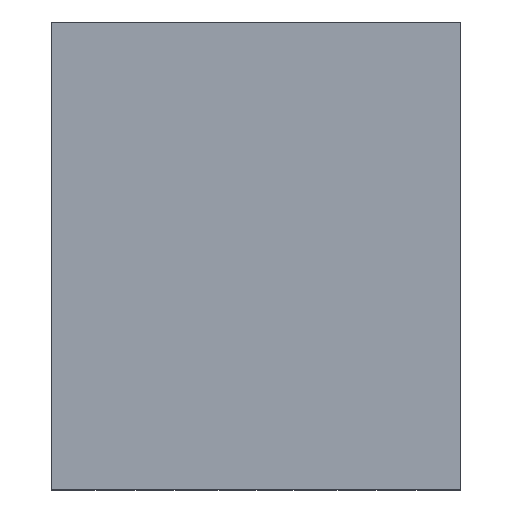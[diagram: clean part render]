
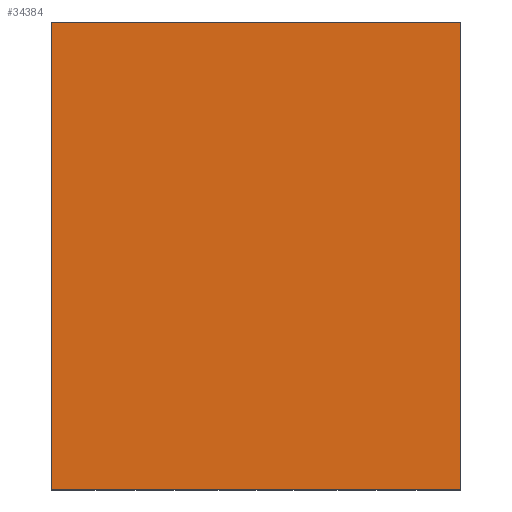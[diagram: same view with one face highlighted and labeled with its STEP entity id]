
A CAD part, top view. The second image highlights one B-rep face of the part: STEP entity #34384.
In plain terms, the highlighted face is planar.
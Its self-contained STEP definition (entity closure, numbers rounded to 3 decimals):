
#26400=DIRECTION('',(1.,0.,0.));
#26401=VECTOR('',#26400,3.5);
#26402=CARTESIAN_POINT('',(-1.75,1.45,2.));
#26403=LINE('',#26402,#26401);
#26407=DIRECTION('',(0.,0.,1.));
#26408=VECTOR('',#26407,4.);
#26409=CARTESIAN_POINT('',(-1.75,1.45,-2.));
#26410=LINE('',#26409,#26408);
#26414=DIRECTION('',(-1.,0.,0.));
#26415=VECTOR('',#26414,3.5);
#26416=CARTESIAN_POINT('',(1.75,1.45,-2.));
#26417=LINE('',#26416,#26415);
#26421=DIRECTION('',(0.,0.,-1.));
#26422=VECTOR('',#26421,4.);
#26423=CARTESIAN_POINT('',(1.75,1.45,2.));
#26424=LINE('',#26423,#26422);
#29543=CARTESIAN_POINT('',(-1.75,1.45,2.));
#29544=CARTESIAN_POINT('',(1.75,1.45,2.));
#29545=VERTEX_POINT('',#29543);
#29546=VERTEX_POINT('',#29544);
#29547=CARTESIAN_POINT('',(1.75,1.45,-2.));
#29548=VERTEX_POINT('',#29547);
#29549=CARTESIAN_POINT('',(-1.75,1.45,-2.));
#29550=VERTEX_POINT('',#29549);
#34372=CARTESIAN_POINT('',(0.,1.45,0.));
#34373=DIRECTION('',(0.,1.,0.));
#34374=DIRECTION('',(1.,0.,0.));
#34375=AXIS2_PLACEMENT_3D('',#34372,#34373,#34374);
#34376=PLANE('',#34375);
#34377=ORIENTED_EDGE('',*,*,#33140,.F.);
#34378=ORIENTED_EDGE('',*,*,#34186,.F.);
#34379=ORIENTED_EDGE('',*,*,#32136,.F.);
#34381=ORIENTED_EDGE('',*,*,#34380,.F.);
#34382=EDGE_LOOP('',(#34377,#34378,#34379,#34381));
#34383=FACE_OUTER_BOUND('',#34382,.F.);
#34384=ADVANCED_FACE('',(#34383),#34376,.T.);
#32136=EDGE_CURVE('',#29548,#29550,#26417,.T.);
#33140=EDGE_CURVE('',#29545,#29546,#26403,.T.);
#34186=EDGE_CURVE('',#29550,#29545,#26410,.T.);
#34380=EDGE_CURVE('',#29546,#29548,#26424,.T.);
